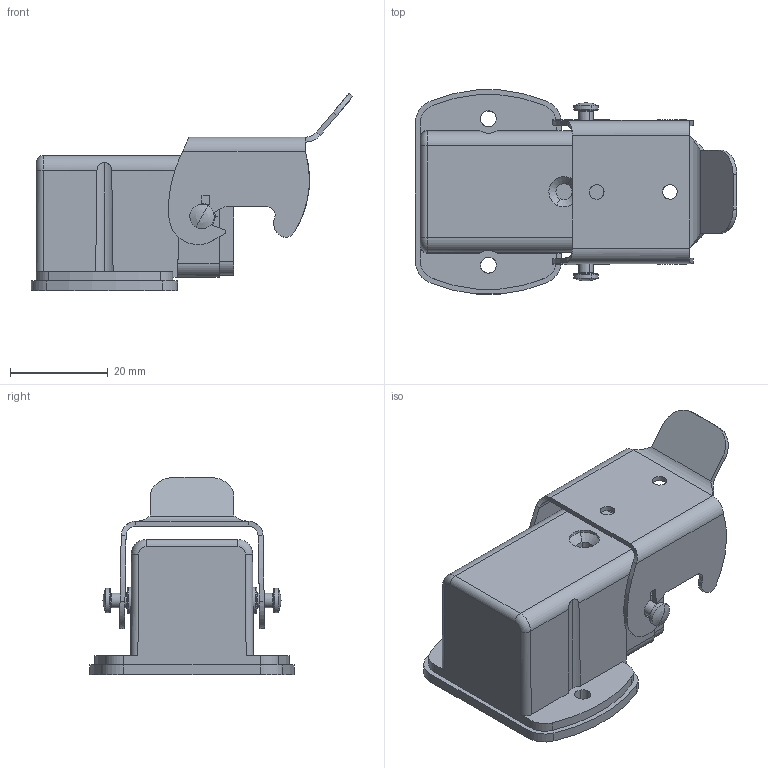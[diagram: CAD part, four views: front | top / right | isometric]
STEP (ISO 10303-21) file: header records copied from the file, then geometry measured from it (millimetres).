
FILE_DESCRIPTION(('CATIA V5 STEP Exchange','CAx-IF Rec.Pracs.--- Model Styling and Organization---1.5--- 2016-08-15','CAx-IF Rec.Pracs.---Supplemental Geometry---1.0---2011-11-01','CAx-IF Rec.Pracs.--- Composite Materials ---1.1---2010-07-15'),'2;1');
FILE_NAME ('014943-2_1', '2025-02-24T12:13:33+00:00', ('none'), ('Weidmueller'), 'CATIA Version 5-6 Release 2022 SP4 HF5', 'CATIA V5 STEP AP214 v3', 'none');
FILE_SCHEMA(('AUTOMOTIVE_DESIGN { 1 0 10303 214 1 1 1 1 }'));
Length unit declared in the file: millimetre
Products named in the file (1): 1497700000
Bounding box: 65.92 x 41.81 x 40.44 mm (x, y, z)
Volume: 12041.8 mm3; surface area: 13138.8 mm2
Topology: 1 solids, 2 shells, 196 faces, 515 edges, 328 vertices
Faces by surface type: cylinder 85, plane 82, torus 18, sphere 4, bspline 4, cone 3
Entity records: 5902 total; most frequent: CARTESIAN_POINT 1354, ORIENTED_EDGE 1022, DIRECTION 756, EDGE_CURVE 511, VERTEX_POINT 328, AXIS2_PLACEMENT_3D 327, VECTOR 279, LINE 279
